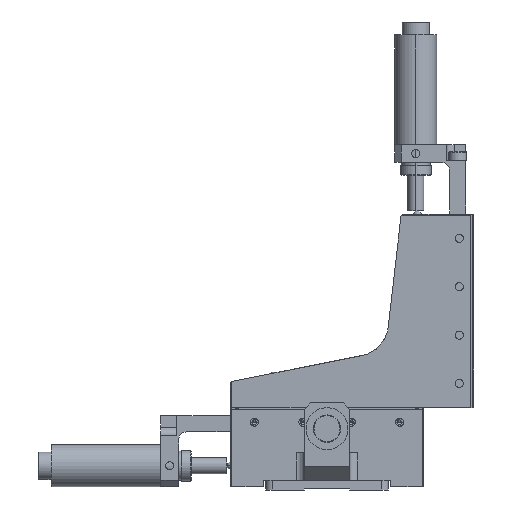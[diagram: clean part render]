
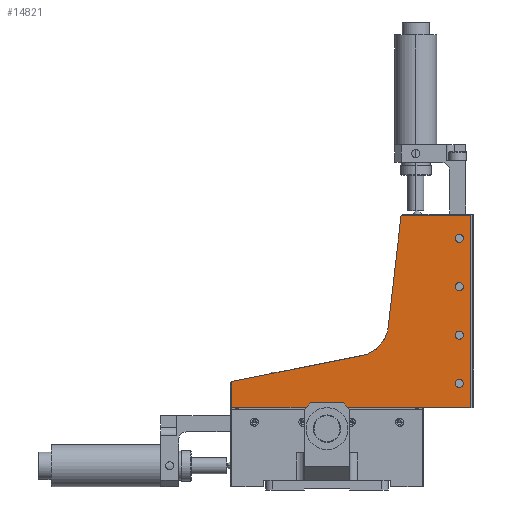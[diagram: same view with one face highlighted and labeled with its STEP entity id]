
A CAD part, left-side view. The second image highlights one B-rep face of the part: STEP entity #14821.
In plain terms, the highlighted planar face has unit normal (-1, 0, 0).
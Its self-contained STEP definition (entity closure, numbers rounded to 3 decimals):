
#414 = CIRCLE ( 'NONE', #21707, 1.25 ) ;
#483 = VERTEX_POINT ( 'NONE', #14767 ) ;
#545 = ORIENTED_EDGE ( 'NONE', *, *, #18340, .F. ) ;
#941 = LINE ( 'NONE', #28121, #6752 ) ;
#968 = DIRECTION ( 'NONE',  ( 0., 1., 0. ) ) ;
#1119 = ORIENTED_EDGE ( 'NONE', *, *, #14227, .F. ) ;
#1644 = DIRECTION ( 'NONE',  ( 0., 0., 1. ) ) ;
#2020 = CARTESIAN_POINT ( 'NONE',  ( -26.25, 96.468, 55.25 ) ) ;
#2454 = DIRECTION ( 'NONE',  ( 0., -0.707, 0.707 ) ) ;
#2728 = VERTEX_POINT ( 'NONE', #31303 ) ;
#3113 = EDGE_LOOP ( 'NONE', ( #13557, #9256, #6696, #545, #28914, #10680, #28588, #5852 ) ) ;
#3443 = VECTOR ( 'NONE', #15317, 1000. ) ;
#3576 = AXIS2_PLACEMENT_3D ( 'NONE', #21719, #6932, #24178 ) ;
#3593 = LINE ( 'NONE', #21527, #22507 ) ;
#3862 = LINE ( 'NONE', #27095, #9644 ) ;
#3954 = CARTESIAN_POINT ( 'NONE',  ( -26.25, 117.968, 85. ) ) ;
#4002 = DIRECTION ( 'NONE',  ( -1., 0., 0. ) ) ;
#4101 = EDGE_CURVE ( 'NONE', #29510, #11999, #30016, .T. ) ;
#4113 = FACE_OUTER_BOUND ( 'NONE', #3113, .T. ) ;
#4705 = CARTESIAN_POINT ( 'NONE',  ( -26.25, 170.468, 55.25 ) ) ;
#5019 = AXIS2_PLACEMENT_3D ( 'NONE', #30887, #6329, #23623 ) ;
#5153 = EDGE_CURVE ( 'NONE', #5455, #11370, #28973, .T. ) ;
#5455 = VERTEX_POINT ( 'NONE', #17622 ) ;
#5694 = AXIS2_PLACEMENT_3D ( 'NONE', #5807, #23100, #8320 ) ;
#5807 = CARTESIAN_POINT ( 'NONE',  ( -26.25, 99.968, 63. ) ) ;
#5852 = ORIENTED_EDGE ( 'NONE', *, *, #20054, .T. ) ;
#6329 = DIRECTION ( 'NONE',  ( -1., 0., 0. ) ) ;
#6423 = CIRCLE ( 'NONE', #5694, 1.25 ) ;
#6696 = ORIENTED_EDGE ( 'NONE', *, *, #23603, .F. ) ;
#6752 = VECTOR ( 'NONE', #968, 1000. ) ;
#6850 = CARTESIAN_POINT ( 'NONE',  ( -26.25, 122.034, 50.351 ) ) ;
#6932 = DIRECTION ( 'NONE',  ( -1., 0., 0. ) ) ;
#6944 = EDGE_CURVE ( 'NONE', #26827, #29049, #3862, .T. ) ;
#6984 = CARTESIAN_POINT ( 'NONE',  ( -26.25, 99.968, 64.25 ) ) ;
#7435 = ORIENTED_EDGE ( 'NONE', *, *, #17333, .F. ) ;
#7829 = DIRECTION ( 'NONE',  ( -1., 0., 0. ) ) ;
#8057 = LINE ( 'NONE', #30912, #14607 ) ;
#8177 = DIRECTION ( 'NONE',  ( -1., 0., 0. ) ) ;
#8320 = DIRECTION ( 'NONE',  ( 0., 0., 1. ) ) ;
#9254 = ORIENTED_EDGE ( 'NONE', *, *, #20159, .F. ) ;
#9256 = ORIENTED_EDGE ( 'NONE', *, *, #21271, .F. ) ;
#9274 = CARTESIAN_POINT ( 'NONE',  ( -26.25, 99.968, 76.75 ) ) ;
#9452 = CARTESIAN_POINT ( 'NONE',  ( -26.25, 130.006, 41.694 ) ) ;
#9644 = VECTOR ( 'NONE', #2454, 1000. ) ;
#10012 = DIRECTION ( 'NONE',  ( 1., 0., 0. ) ) ;
#10364 = DIRECTION ( 'NONE',  ( -1., 0., 0. ) ) ;
#10598 = AXIS2_PLACEMENT_3D ( 'NONE', #25165, #10364, #27639 ) ;
#10680 = ORIENTED_EDGE ( 'NONE', *, *, #18099, .T. ) ;
#11370 = VERTEX_POINT ( 'NONE', #28655 ) ;
#11999 = VERTEX_POINT ( 'NONE', #6984 ) ;
#12442 = VERTEX_POINT ( 'NONE', #27305 ) ;
#12689 = EDGE_LOOP ( 'NONE', ( #17181, #31591 ) ) ;
#13557 = ORIENTED_EDGE ( 'NONE', *, *, #6944, .F. ) ;
#13598 = DIRECTION ( 'NONE',  ( 0., -0.981, 0.196 ) ) ;
#13708 = ORIENTED_EDGE ( 'NONE', *, *, #5153, .F. ) ;
#14124 = DIRECTION ( 'NONE',  ( -1., 0., 0. ) ) ;
#14227 = EDGE_CURVE ( 'NONE', #31240, #21188, #22731, .T. ) ;
#14607 = VECTOR ( 'NONE', #13598, 1000. ) ;
#14767 = CARTESIAN_POINT ( 'NONE',  ( -26.25, 170.468, 33.6 ) ) ;
#14821 = ADVANCED_FACE ( 'NONE', ( #24597, #23815, #30422, #17236, #4113 ), #29703, .F. ) ;
#15317 = DIRECTION ( 'NONE',  ( 0., -1., 0. ) ) ;
#15818 = AXIS2_PLACEMENT_3D ( 'NONE', #22625, #7829, #25112 ) ;
#15961 = EDGE_CURVE ( 'NONE', #11999, #29510, #6423, .T. ) ;
#16253 = VERTEX_POINT ( 'NONE', #9274 ) ;
#16456 = DIRECTION ( 'NONE',  ( -1., 0., 0. ) ) ;
#16572 = DIRECTION ( 'NONE',  ( 0., -0.115, 0.993 ) ) ;
#16799 = VERTEX_POINT ( 'NONE', #6850 ) ;
#16822 = DIRECTION ( 'NONE',  ( 0., 0., -1. ) ) ;
#17181 = ORIENTED_EDGE ( 'NONE', *, *, #15961, .F. ) ;
#17236 = FACE_BOUND ( 'NONE', #31749, .T. ) ;
#17333 = EDGE_CURVE ( 'NONE', #23460, #16253, #414, .T. ) ;
#17622 = CARTESIAN_POINT ( 'NONE',  ( -26.25, 99.968, 46.75 ) ) ;
#17936 = CIRCLE ( 'NONE', #20315, 10. ) ;
#18099 = EDGE_CURVE ( 'NONE', #23208, #12442, #29729, .T. ) ;
#18340 = EDGE_CURVE ( 'NONE', #483, #26719, #8057, .T. ) ;
#18803 = CARTESIAN_POINT ( 'NONE',  ( -26.25, 99.968, 78. ) ) ;
#19345 = LINE ( 'NONE', #4705, #25158 ) ;
#19471 = CIRCLE ( 'NONE', #21974, 1.25 ) ;
#19865 = CARTESIAN_POINT ( 'NONE',  ( -26.25, 118.033, 84.935 ) ) ;
#19883 = AXIS2_PLACEMENT_3D ( 'NONE', #28950, #14124, #31455 ) ;
#20044 = CARTESIAN_POINT ( 'NONE',  ( -26.25, 133.468, 25.5 ) ) ;
#20054 = EDGE_CURVE ( 'NONE', #2728, #29049, #941, .T. ) ;
#20159 = EDGE_CURVE ( 'NONE', #16253, #23460, #19471, .T. ) ;
#20315 = AXIS2_PLACEMENT_3D ( 'NONE', #22962, #8177, #25463 ) ;
#21188 = VERTEX_POINT ( 'NONE', #30992 ) ;
#21271 = EDGE_CURVE ( 'NONE', #16799, #26827, #3593, .T. ) ;
#21277 = DIRECTION ( 'NONE',  ( 0., 0., 1. ) ) ;
#21527 = CARTESIAN_POINT ( 'NONE',  ( -26.25, 122.034, 50.351 ) ) ;
#21540 = LINE ( 'NONE', #2020, #28152 ) ;
#21611 = AXIS2_PLACEMENT_3D ( 'NONE', #24817, #10012, #27293 ) ;
#21707 = AXIS2_PLACEMENT_3D ( 'NONE', #31299, #16456, #1644 ) ;
#21719 = CARTESIAN_POINT ( 'NONE',  ( -26.25, 99.968, 48. ) ) ;
#21974 = AXIS2_PLACEMENT_3D ( 'NONE', #18803, #4002, #21277 ) ;
#22507 = VECTOR ( 'NONE', #16572, 1000. ) ;
#22613 = CIRCLE ( 'NONE', #19883, 1.25 ) ;
#22625 = CARTESIAN_POINT ( 'NONE',  ( -26.25, 99.968, 33. ) ) ;
#22731 = CIRCLE ( 'NONE', #15818, 1.25 ) ;
#22780 = EDGE_CURVE ( 'NONE', #11370, #5455, #26572, .T. ) ;
#22870 = ORIENTED_EDGE ( 'NONE', *, *, #22780, .F. ) ;
#22962 = CARTESIAN_POINT ( 'NONE',  ( -26.25, 131.968, 51.5 ) ) ;
#23100 = DIRECTION ( 'NONE',  ( -1., 0., 0. ) ) ;
#23208 = VERTEX_POINT ( 'NONE', #26147 ) ;
#23265 = EDGE_CURVE ( 'NONE', #21188, #31240, #22613, .T. ) ;
#23460 = VERTEX_POINT ( 'NONE', #24477 ) ;
#23603 = EDGE_CURVE ( 'NONE', #26719, #16799, #17936, .T. ) ;
#23623 = DIRECTION ( 'NONE',  ( 0., 0., 1. ) ) ;
#23815 = FACE_BOUND ( 'NONE', #24861, .T. ) ;
#24178 = DIRECTION ( 'NONE',  ( 0., 0., 1. ) ) ;
#24466 = CARTESIAN_POINT ( 'NONE',  ( -26.25, 99.968, 61.75 ) ) ;
#24477 = CARTESIAN_POINT ( 'NONE',  ( -26.25, 99.968, 79.25 ) ) ;
#24481 = DIRECTION ( 'NONE',  ( 0., 0., 1. ) ) ;
#24597 = FACE_BOUND ( 'NONE', #26871, .T. ) ;
#24817 = CARTESIAN_POINT ( 'NONE',  ( -26.25, 170.468, 25.5 ) ) ;
#24861 = EDGE_LOOP ( 'NONE', ( #22870, #13708 ) ) ;
#25112 = DIRECTION ( 'NONE',  ( 0., 0., 1. ) ) ;
#25158 = VECTOR ( 'NONE', #24481, 1000. ) ;
#25165 = CARTESIAN_POINT ( 'NONE',  ( -26.25, 99.968, 63. ) ) ;
#25449 = CARTESIAN_POINT ( 'NONE',  ( -26.25, 99.968, 31.75 ) ) ;
#25463 = DIRECTION ( 'NONE',  ( 0., 1., 0. ) ) ;
#26147 = CARTESIAN_POINT ( 'NONE',  ( -26.25, 170.468, 25.5 ) ) ;
#26173 = EDGE_CURVE ( 'NONE', #2728, #12442, #21540, .T. ) ;
#26572 = CIRCLE ( 'NONE', #3576, 1.25 ) ;
#26719 = VERTEX_POINT ( 'NONE', #9452 ) ;
#26827 = VERTEX_POINT ( 'NONE', #19865 ) ;
#26871 = EDGE_LOOP ( 'NONE', ( #28496, #1119 ) ) ;
#27095 = CARTESIAN_POINT ( 'NONE',  ( -26.25, 117.75, 85.217 ) ) ;
#27293 = DIRECTION ( 'NONE',  ( 0., 0., 1. ) ) ;
#27305 = CARTESIAN_POINT ( 'NONE',  ( -26.25, 96.468, 25.5 ) ) ;
#27639 = DIRECTION ( 'NONE',  ( 0., 0., 1. ) ) ;
#28121 = CARTESIAN_POINT ( 'NONE',  ( -26.25, 106.968, 85. ) ) ;
#28152 = VECTOR ( 'NONE', #16822, 1000. ) ;
#28496 = ORIENTED_EDGE ( 'NONE', *, *, #23265, .F. ) ;
#28588 = ORIENTED_EDGE ( 'NONE', *, *, #26173, .F. ) ;
#28655 = CARTESIAN_POINT ( 'NONE',  ( -26.25, 99.968, 49.25 ) ) ;
#28776 = EDGE_CURVE ( 'NONE', #23208, #483, #19345, .T. ) ;
#28914 = ORIENTED_EDGE ( 'NONE', *, *, #28776, .F. ) ;
#28950 = CARTESIAN_POINT ( 'NONE',  ( -26.25, 99.968, 33. ) ) ;
#28973 = CIRCLE ( 'NONE', #5019, 1.25 ) ;
#29049 = VERTEX_POINT ( 'NONE', #3954 ) ;
#29510 = VERTEX_POINT ( 'NONE', #24466 ) ;
#29703 = PLANE ( 'NONE',  #21611 ) ;
#29729 = LINE ( 'NONE', #20044, #3443 ) ;
#30016 = CIRCLE ( 'NONE', #10598, 1.25 ) ;
#30422 = FACE_BOUND ( 'NONE', #12689, .T. ) ;
#30887 = CARTESIAN_POINT ( 'NONE',  ( -26.25, 99.968, 48. ) ) ;
#30912 = CARTESIAN_POINT ( 'NONE',  ( -26.25, 170.477, 33.598 ) ) ;
#30992 = CARTESIAN_POINT ( 'NONE',  ( -26.25, 99.968, 34.25 ) ) ;
#31240 = VERTEX_POINT ( 'NONE', #25449 ) ;
#31299 = CARTESIAN_POINT ( 'NONE',  ( -26.25, 99.968, 78. ) ) ;
#31303 = CARTESIAN_POINT ( 'NONE',  ( -26.25, 96.468, 85. ) ) ;
#31455 = DIRECTION ( 'NONE',  ( 0., 0., 1. ) ) ;
#31591 = ORIENTED_EDGE ( 'NONE', *, *, #4101, .F. ) ;
#31749 = EDGE_LOOP ( 'NONE', ( #7435, #9254 ) ) ;
